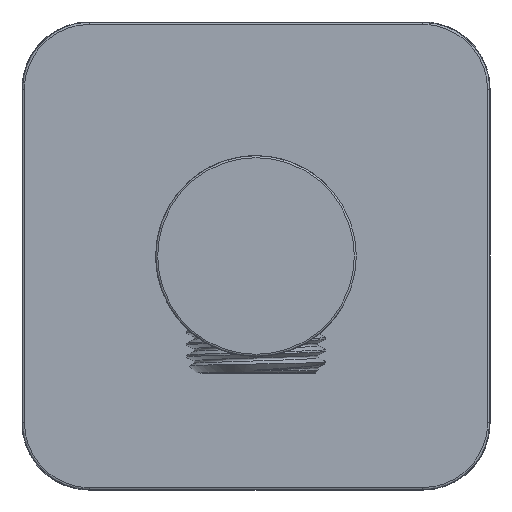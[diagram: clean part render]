
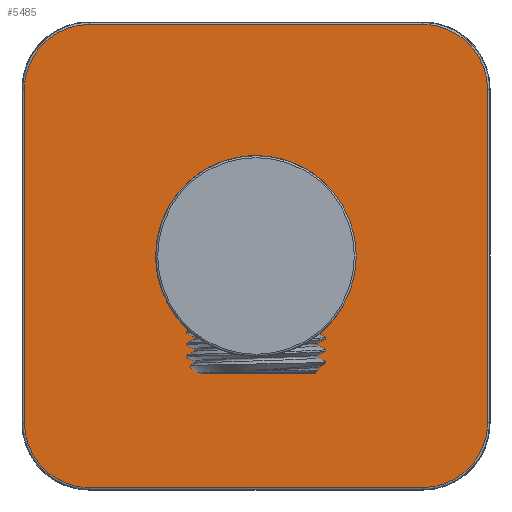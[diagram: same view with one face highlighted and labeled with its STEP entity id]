
A CAD part, left-side view. The second image highlights one B-rep face of the part: STEP entity #5485.
In plain terms, the highlighted planar face has unit normal (-1, 0, 0).
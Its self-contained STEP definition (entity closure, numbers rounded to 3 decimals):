
#72=ELLIPSE('',#5839,9.703,9.7);
#73=ELLIPSE('',#5843,9.703,9.7);
#74=ELLIPSE('',#5847,9.703,9.7);
#75=ELLIPSE('',#5850,9.703,9.7);
#521=CIRCLE('',#5852,15.);
#1286=ORIENTED_EDGE('',*,*,#2069,.F.);
#1287=ORIENTED_EDGE('',*,*,#2067,.T.);
#1288=ORIENTED_EDGE('',*,*,#2065,.T.);
#1289=ORIENTED_EDGE('',*,*,#2063,.T.);
#1290=ORIENTED_EDGE('',*,*,#2061,.T.);
#1291=ORIENTED_EDGE('',*,*,#2059,.T.);
#1292=ORIENTED_EDGE('',*,*,#2057,.T.);
#1293=ORIENTED_EDGE('',*,*,#2055,.T.);
#1294=ORIENTED_EDGE('',*,*,#2068,.T.);
#2055=EDGE_CURVE('',#2488,#2489,#2794,.F.);
#2057=EDGE_CURVE('',#2490,#2488,#72,.T.);
#2059=EDGE_CURVE('',#2491,#2490,#2795,.F.);
#2061=EDGE_CURVE('',#2492,#2491,#73,.T.);
#2063=EDGE_CURVE('',#2493,#2492,#2796,.F.);
#2065=EDGE_CURVE('',#2494,#2493,#74,.T.);
#2067=EDGE_CURVE('',#2495,#2494,#2797,.F.);
#2068=EDGE_CURVE('',#2489,#2495,#75,.T.);
#2069=EDGE_CURVE('',#2496,#2496,#521,.T.);
#2488=VERTEX_POINT('',#11169);
#2489=VERTEX_POINT('',#11171);
#2490=VERTEX_POINT('',#11195);
#2491=VERTEX_POINT('',#11199);
#2492=VERTEX_POINT('',#11223);
#2493=VERTEX_POINT('',#11227);
#2494=VERTEX_POINT('',#11251);
#2495=VERTEX_POINT('',#11255);
#2496=VERTEX_POINT('',#11281);
#2794=LINE('',#11172,#3002);
#2795=LINE('',#11200,#3003);
#2796=LINE('',#11228,#3004);
#2797=LINE('',#11256,#3005);
#3002=VECTOR('',#6663,1000.);
#3003=VECTOR('',#6672,1000.);
#3004=VECTOR('',#6681,1000.);
#3005=VECTOR('',#6690,1000.);
#3219=EDGE_LOOP('',(#1286));
#3220=EDGE_LOOP('',(#1287,#1288,#1289,#1290,#1291,#1292,#1293,#1294));
#3483=FACE_BOUND('',#3219,.T.);
#3484=FACE_BOUND('',#3220,.T.);
#3625=PLANE('',#5851);
#5485=ADVANCED_FACE('',(#3483,#3484),#3625,.T.);
#5839=AXIS2_PLACEMENT_3D('',#11196,#6666,#6667);
#5843=AXIS2_PLACEMENT_3D('',#11224,#6675,#6676);
#5847=AXIS2_PLACEMENT_3D('',#11252,#6684,#6685);
#5850=AXIS2_PLACEMENT_3D('',#11278,#6691,#6692);
#5851=AXIS2_PLACEMENT_3D('',#11279,#6693,#6694);
#5852=AXIS2_PLACEMENT_3D('',#11280,#6695,#6696);
#6663=DIRECTION('',(0.,1.,0.));
#6666=DIRECTION('',(-1.,0.,0.));
#6667=DIRECTION('',(0.,-0.707,0.707));
#6672=DIRECTION('',(0.,0.,1.));
#6675=DIRECTION('',(-1.,0.,0.));
#6676=DIRECTION('',(0.,-0.707,-0.707));
#6681=DIRECTION('',(0.,-1.,0.));
#6684=DIRECTION('',(-1.,0.,0.));
#6685=DIRECTION('',(0.,0.707,-0.707));
#6690=DIRECTION('',(0.,0.,-1.));
#6691=DIRECTION('',(-1.,0.,0.));
#6692=DIRECTION('',(0.,0.707,0.707));
#6693=DIRECTION('',(-1.,0.,0.));
#6694=DIRECTION('',(0.,1.,0.));
#6695=DIRECTION('',(-1.,0.,0.));
#6696=DIRECTION('',(0.,0.,-1.));
#11169=CARTESIAN_POINT('',(0.,24.937,-34.635));
#11171=CARTESIAN_POINT('',(0.,-24.937,-34.635));
#11172=CARTESIAN_POINT('',(0.,0.,-34.635));
#11195=CARTESIAN_POINT('',(0.,34.635,-24.937));
#11196=CARTESIAN_POINT('',(0.,24.934,-24.934));
#11199=CARTESIAN_POINT('',(0.,34.635,24.937));
#11200=CARTESIAN_POINT('',(0.,34.635,0.));
#11223=CARTESIAN_POINT('',(0.,24.937,34.635));
#11224=CARTESIAN_POINT('',(0.,24.934,24.934));
#11227=CARTESIAN_POINT('',(0.,-24.937,34.635));
#11228=CARTESIAN_POINT('',(0.,0.,34.635));
#11251=CARTESIAN_POINT('',(0.,-34.635,24.937));
#11252=CARTESIAN_POINT('',(0.,-24.934,24.934));
#11255=CARTESIAN_POINT('',(0.,-34.635,-24.937));
#11256=CARTESIAN_POINT('',(0.,-34.635,0.));
#11278=CARTESIAN_POINT('',(0.,-24.934,-24.934));
#11279=CARTESIAN_POINT('',(0.,0.,0.));
#11280=CARTESIAN_POINT('',(0.,0.,0.));
#11281=CARTESIAN_POINT('',(0.,0.,-15.));
